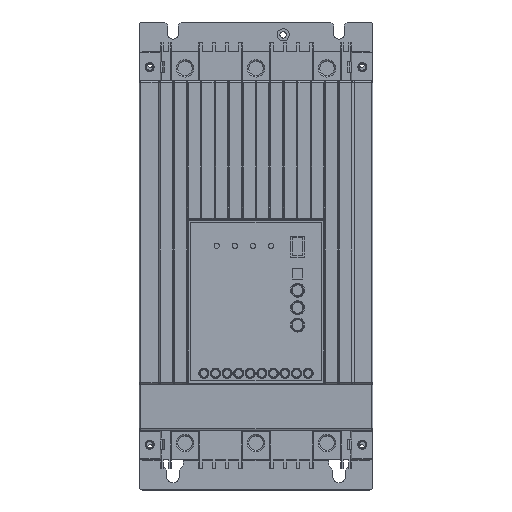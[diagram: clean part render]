
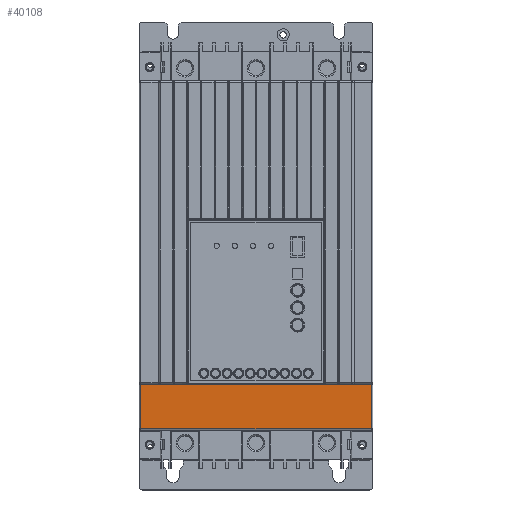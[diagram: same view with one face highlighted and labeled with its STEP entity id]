
A CAD part, top view. The second image highlights one B-rep face of the part: STEP entity #40108.
In plain terms, the highlighted planar face has unit normal (0, -0.033, 1).
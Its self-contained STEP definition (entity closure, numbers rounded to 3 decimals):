
#356 = VECTOR ( 'NONE', #35332, 1000. ) ;
#645 = VERTEX_POINT ( 'NONE', #46647 ) ;
#4257 = PLANE ( 'NONE',  #6368 ) ;
#5968 = VECTOR ( 'NONE', #21670, 1000. ) ;
#6368 = AXIS2_PLACEMENT_3D ( 'NONE', #18968, #42004, #23380 ) ;
#9648 = ORIENTED_EDGE ( 'NONE', *, *, #40876, .F. ) ;
#13500 = CARTESIAN_POINT ( 'NONE',  ( -426.5, -104.805, 76.784 ) ) ;
#14583 = CARTESIAN_POINT ( 'NONE',  ( -273.5, -134.068, 75.833 ) ) ;
#16448 = CARTESIAN_POINT ( 'NONE',  ( -426.5, -134.068, 75.833 ) ) ;
#17940 = ORIENTED_EDGE ( 'NONE', *, *, #39201, .F. ) ;
#18064 = EDGE_LOOP ( 'NONE', ( #9648, #17940, #31509, #30629 ) ) ;
#18968 = CARTESIAN_POINT ( 'NONE',  ( -350., -135.071, 75.8 ) ) ;
#19151 = LINE ( 'NONE', #44413, #35366 ) ;
#19215 = FACE_OUTER_BOUND ( 'NONE', #18064, .T. ) ;
#19350 = LINE ( 'NONE', #34035, #28373 ) ;
#20695 = CARTESIAN_POINT ( 'NONE',  ( -426.5, -134.068, 75.833 ) ) ;
#21670 = DIRECTION ( 'NONE',  ( 0., 0.999, 0.033 ) ) ;
#22522 = EDGE_CURVE ( 'NONE', #35215, #645, #47099, .T. ) ;
#23380 = DIRECTION ( 'NONE',  ( -1., 0., 0. ) ) ;
#24101 = VERTEX_POINT ( 'NONE', #16448 ) ;
#28373 = VECTOR ( 'NONE', #40674, 1000. ) ;
#28477 = CARTESIAN_POINT ( 'NONE',  ( -426.5, -104.805, 76.784 ) ) ;
#29613 = EDGE_CURVE ( 'NONE', #24101, #35215, #39804, .T. ) ;
#29924 = DIRECTION ( 'NONE',  ( 0., -0.999, -0.033 ) ) ;
#30629 = ORIENTED_EDGE ( 'NONE', *, *, #29613, .F. ) ;
#30993 = VERTEX_POINT ( 'NONE', #14583 ) ;
#31509 = ORIENTED_EDGE ( 'NONE', *, *, #22522, .F. ) ;
#34035 = CARTESIAN_POINT ( 'NONE',  ( -273.5, -134.068, 75.833 ) ) ;
#35215 = VERTEX_POINT ( 'NONE', #13500 ) ;
#35332 = DIRECTION ( 'NONE',  ( 1., 0., 0. ) ) ;
#35366 = VECTOR ( 'NONE', #29924, 1000. ) ;
#39201 = EDGE_CURVE ( 'NONE', #645, #30993, #19151, .T. ) ;
#39804 = LINE ( 'NONE', #20695, #5968 ) ;
#40108 = ADVANCED_FACE ( 'NONE', ( #19215 ), #4257, .F. ) ;
#40674 = DIRECTION ( 'NONE',  ( -1., 0., 0. ) ) ;
#40876 = EDGE_CURVE ( 'NONE', #30993, #24101, #19350, .T. ) ;
#42004 = DIRECTION ( 'NONE',  ( 0., 0.033, -0.999 ) ) ;
#44413 = CARTESIAN_POINT ( 'NONE',  ( -273.5, -104.805, 76.784 ) ) ;
#46647 = CARTESIAN_POINT ( 'NONE',  ( -273.5, -104.805, 76.784 ) ) ;
#47099 = LINE ( 'NONE', #28477, #356 ) ;
